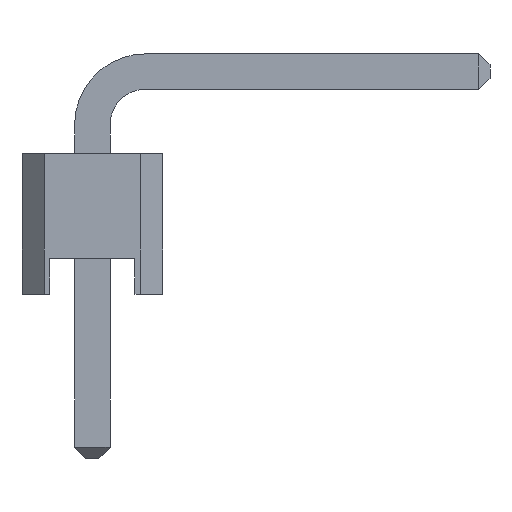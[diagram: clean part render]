
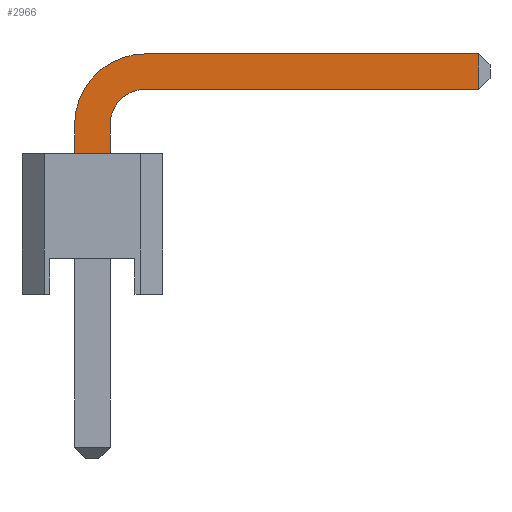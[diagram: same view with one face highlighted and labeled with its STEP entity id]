
A CAD part, front view. The second image highlights one B-rep face of the part: STEP entity #2966.
In plain terms, the highlighted planar face has unit normal (0, -1, 0).
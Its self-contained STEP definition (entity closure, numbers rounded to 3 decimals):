
#47=CIRCLE('',#3289,0.64);
#48=CIRCLE('',#3290,1.28);
#98=FACE_OUTER_BOUND('',#260,.T.);
#260=EDGE_LOOP('',(#1963,#1964,#1965,#1966,#1967,#1968,#1969,#1970));
#459=LINE('',#4322,#843);
#471=LINE('',#4349,#855);
#472=LINE('',#4353,#856);
#473=LINE('',#4355,#857);
#474=LINE('',#4357,#858);
#475=LINE('',#4360,#859);
#843=VECTOR('',#3544,1.);
#855=VECTOR('',#3576,1.);
#856=VECTOR('',#3579,1.);
#857=VECTOR('',#3580,1.);
#858=VECTOR('',#3581,1.);
#859=VECTOR('',#3584,1.);
#1209=VERTEX_POINT('',#4320);
#1210=VERTEX_POINT('',#4321);
#1215=VERTEX_POINT('',#4348);
#1216=VERTEX_POINT('',#4350);
#1217=VERTEX_POINT('',#4352);
#1218=VERTEX_POINT('',#4354);
#1219=VERTEX_POINT('',#4356);
#1220=VERTEX_POINT('',#4358);
#1483=EDGE_CURVE('',#1209,#1210,#459,.T.);
#1495=EDGE_CURVE('',#1215,#1209,#471,.T.);
#1496=EDGE_CURVE('',#1215,#1216,#47,.T.);
#1497=EDGE_CURVE('',#1217,#1216,#472,.T.);
#1498=EDGE_CURVE('',#1218,#1217,#473,.T.);
#1499=EDGE_CURVE('',#1219,#1218,#474,.T.);
#1500=EDGE_CURVE('',#1220,#1219,#48,.T.);
#1501=EDGE_CURVE('',#1210,#1220,#475,.T.);
#1963=ORIENTED_EDGE('',*,*,#1483,.F.);
#1964=ORIENTED_EDGE('',*,*,#1495,.F.);
#1965=ORIENTED_EDGE('',*,*,#1496,.T.);
#1966=ORIENTED_EDGE('',*,*,#1497,.F.);
#1967=ORIENTED_EDGE('',*,*,#1498,.F.);
#1968=ORIENTED_EDGE('',*,*,#1499,.F.);
#1969=ORIENTED_EDGE('',*,*,#1500,.F.);
#1970=ORIENTED_EDGE('',*,*,#1501,.F.);
#2650=PLANE('',#3288);
#2966=ADVANCED_FACE('',(#98),#2650,.F.);
#3288=AXIS2_PLACEMENT_3D('',#4347,#3574,#3575);
#3289=AXIS2_PLACEMENT_3D('',#4351,#3577,#3578);
#3290=AXIS2_PLACEMENT_3D('',#4359,#3582,#3583);
#3544=DIRECTION('',(-1.,0.,0.));
#3574=DIRECTION('center_axis',(0.,1.,0.));
#3575=DIRECTION('ref_axis',(0.,0.,1.));
#3576=DIRECTION('',(0.,0.,-1.));
#3577=DIRECTION('center_axis',(0.,1.,0.));
#3578=DIRECTION('ref_axis',(0.,0.,-1.));
#3579=DIRECTION('',(-1.,0.,0.));
#3580=DIRECTION('',(0.,0.,-1.));
#3581=DIRECTION('',(1.,0.,0.));
#3582=DIRECTION('center_axis',(0.,1.,0.));
#3583=DIRECTION('ref_axis',(0.,0.,-1.));
#3584=DIRECTION('',(0.,0.,1.));
#4320=CARTESIAN_POINT('',(0.32,-0.32,5.5));
#4321=CARTESIAN_POINT('',(-0.32,-0.32,5.5));
#4322=CARTESIAN_POINT('',(-0.795,-0.32,5.5));
#4347=CARTESIAN_POINT('Origin',(1.887,-0.32,5.194));
#4348=CARTESIAN_POINT('',(0.32,-0.32,6.02));
#4349=CARTESIAN_POINT('',(0.32,-0.32,6.66));
#4350=CARTESIAN_POINT('',(0.96,-0.32,6.66));
#4351=CARTESIAN_POINT('Origin',(0.96,-0.32,6.02));
#4352=CARTESIAN_POINT('',(6.98,-0.32,6.66));
#4353=CARTESIAN_POINT('',(7.18,-0.32,6.66));
#4354=CARTESIAN_POINT('',(6.98,-0.32,7.3));
#4355=CARTESIAN_POINT('',(6.98,-0.32,7.1));
#4356=CARTESIAN_POINT('',(0.96,-0.32,7.3));
#4357=CARTESIAN_POINT('',(-0.32,-0.32,7.3));
#4358=CARTESIAN_POINT('',(-0.32,-0.32,6.02));
#4359=CARTESIAN_POINT('Origin',(0.96,-0.32,6.02));
#4360=CARTESIAN_POINT('',(-0.32,-0.32,0.));
